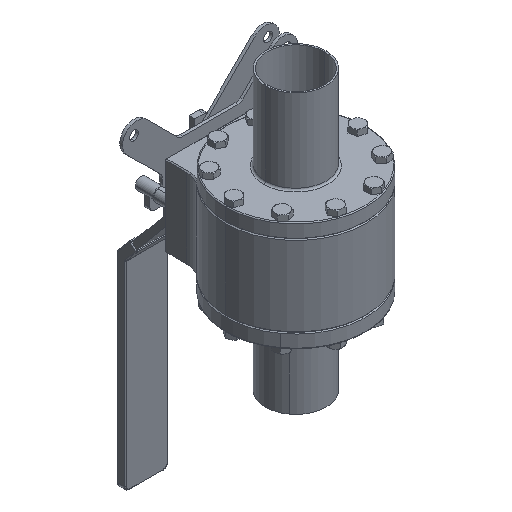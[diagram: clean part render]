
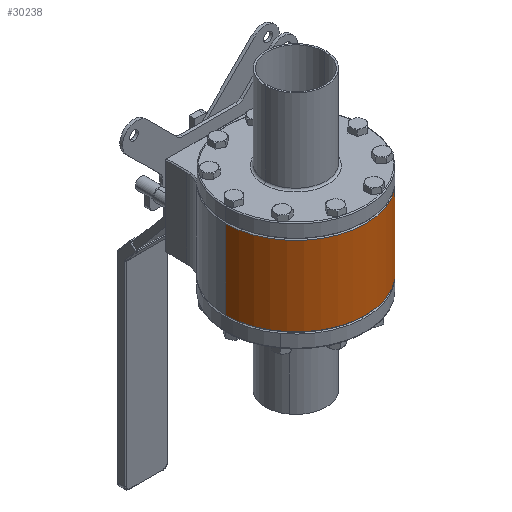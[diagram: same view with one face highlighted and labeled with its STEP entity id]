
A CAD part, isometric view. The second image highlights one B-rep face of the part: STEP entity #30238.
In plain terms, the highlighted cylindrical face has radius 73.5 mm (diameter 147 mm), a partial arc.
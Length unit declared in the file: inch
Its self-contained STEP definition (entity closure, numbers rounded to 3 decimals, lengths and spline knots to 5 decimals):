
#782 = EDGE_CURVE ( 'NONE', #1478, #12101, #17506, .T. ) ;
#1478 = VERTEX_POINT ( 'NONE', #7676 ) ;
#3752 = ORIENTED_EDGE ( 'NONE', *, *, #52954, .T. ) ;
#6126 = FACE_OUTER_BOUND ( 'NONE', #44078, .T. ) ;
#6501 = DIRECTION ( 'NONE',  ( 0., 0., 1. ) ) ;
#6922 = VERTEX_POINT ( 'NONE', #13764 ) ;
#7133 = CARTESIAN_POINT ( 'NONE',  ( 2.8937, 0., 4.9485 ) ) ;
#7676 = CARTESIAN_POINT ( 'NONE',  ( 2.8937, 0., -1.63583 ) ) ;
#9556 = CYLINDRICAL_SURFACE ( 'NONE', #14002, 2.8937 ) ;
#10323 = DIRECTION ( 'NONE',  ( 1., 0., 0. ) ) ;
#10347 = ORIENTED_EDGE ( 'NONE', *, *, #40297, .T. ) ;
#12101 = VERTEX_POINT ( 'NONE', #34976 ) ;
#13013 = EDGE_CURVE ( 'NONE', #6922, #48636, #48036, .T. ) ;
#13764 = CARTESIAN_POINT ( 'NONE',  ( -2.8937, 0., -1.63583 ) ) ;
#14002 = AXIS2_PLACEMENT_3D ( 'NONE', #51299, #55889, #30275 ) ;
#14491 = CIRCLE ( 'NONE', #26026, 2.8937 ) ;
#17506 = LINE ( 'NONE', #7133, #50962 ) ;
#17752 = AXIS2_PLACEMENT_3D ( 'NONE', #35371, #35541, #18012 ) ;
#18012 = DIRECTION ( 'NONE',  ( -1., 0., 0. ) ) ;
#18481 = ORIENTED_EDGE ( 'NONE', *, *, #13013, .F. ) ;
#26026 = AXIS2_PLACEMENT_3D ( 'NONE', #28022, #6501, #10323 ) ;
#26456 = DIRECTION ( 'NONE',  ( 0., 0., 1. ) ) ;
#28022 = CARTESIAN_POINT ( 'NONE',  ( 0., 0., -1.63583 ) ) ;
#28087 = VECTOR ( 'NONE', #26456, 39.37008 ) ;
#30238 = ADVANCED_FACE ( 'NONE', ( #6126 ), #9556, .T. ) ;
#30275 = DIRECTION ( 'NONE',  ( 1., 0., 0. ) ) ;
#34918 = ORIENTED_EDGE ( 'NONE', *, *, #782, .T. ) ;
#34976 = CARTESIAN_POINT ( 'NONE',  ( 2.8937, 0., 1.63583 ) ) ;
#35371 = CARTESIAN_POINT ( 'NONE',  ( 0., 0., 1.63583 ) ) ;
#35541 = DIRECTION ( 'NONE',  ( 0., 0., -1. ) ) ;
#39642 = CARTESIAN_POINT ( 'NONE',  ( -2.8937, 0., 4.9485 ) ) ;
#40297 = EDGE_CURVE ( 'NONE', #6922, #1478, #14491, .T. ) ;
#44078 = EDGE_LOOP ( 'NONE', ( #18481, #10347, #34918, #3752 ) ) ;
#48036 = LINE ( 'NONE', #39642, #28087 ) ;
#48570 = CARTESIAN_POINT ( 'NONE',  ( -2.8937, 0., 1.63583 ) ) ;
#48636 = VERTEX_POINT ( 'NONE', #48570 ) ;
#50962 = VECTOR ( 'NONE', #51031, 39.37008 ) ;
#51031 = DIRECTION ( 'NONE',  ( 0., 0., 1. ) ) ;
#51299 = CARTESIAN_POINT ( 'NONE',  ( 0., 0., 4.9485 ) ) ;
#51458 = CIRCLE ( 'NONE', #17752, 2.8937 ) ;
#52954 = EDGE_CURVE ( 'NONE', #12101, #48636, #51458, .T. ) ;
#55889 = DIRECTION ( 'NONE',  ( 0., 0., 1. ) ) ;
